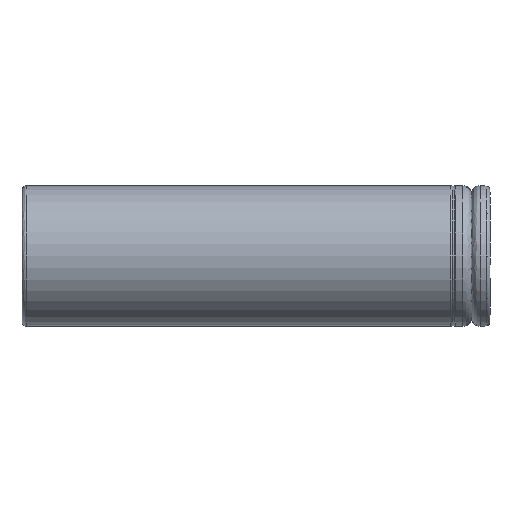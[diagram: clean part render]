
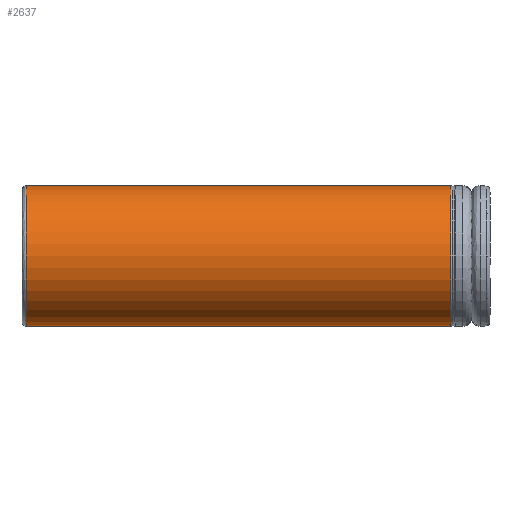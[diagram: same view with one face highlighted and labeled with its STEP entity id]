
A CAD part, front view. The second image highlights one B-rep face of the part: STEP entity #2637.
In plain terms, the highlighted cylindrical face has radius 10.5 mm (diameter 21 mm), a partial arc.
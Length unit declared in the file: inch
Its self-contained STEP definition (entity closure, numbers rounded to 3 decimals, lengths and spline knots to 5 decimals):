
#384 = VECTOR ( 'NONE', #10703, 39.37008 ) ;
#514 = EDGE_CURVE ( 'NONE', #5020, #4874, #3689, .T. ) ;
#972 = CARTESIAN_POINT ( 'NONE',  ( -1.57099, 0., -0.41339 ) ) ;
#1076 = CARTESIAN_POINT ( 'NONE',  ( 1.24458, 0., 0.41339 ) ) ;
#1365 = CARTESIAN_POINT ( 'NONE',  ( -1.25591, 0., 0. ) ) ;
#1786 = ORIENTED_EDGE ( 'NONE', *, *, #7328, .T. ) ;
#1858 = EDGE_CURVE ( 'NONE', #5020, #4765, #10358, .T. ) ;
#2106 = DIRECTION ( 'NONE',  ( 0., 0., 1. ) ) ;
#2300 = CARTESIAN_POINT ( 'NONE',  ( 1.24458, 0., -0.41339 ) ) ;
#2637 = ADVANCED_FACE ( 'NONE', ( #5611 ), #3086, .T. ) ;
#2714 = EDGE_LOOP ( 'NONE', ( #6722, #2969, #9734, #1786 ) ) ;
#2934 = DIRECTION ( 'NONE',  ( 1., 0., 0. ) ) ;
#2969 = ORIENTED_EDGE ( 'NONE', *, *, #1858, .T. ) ;
#3086 = CYLINDRICAL_SURFACE ( 'NONE', #7968, 0.41339 ) ;
#3577 = CARTESIAN_POINT ( 'NONE',  ( -1.25591, 0., -0.41339 ) ) ;
#3689 = LINE ( 'NONE', #972, #384 ) ;
#3944 = CARTESIAN_POINT ( 'NONE',  ( -1.57099, 0., 0. ) ) ;
#4165 = LINE ( 'NONE', #5077, #7826 ) ;
#4228 = DIRECTION ( 'NONE',  ( -1., 0., 0. ) ) ;
#4765 = VERTEX_POINT ( 'NONE', #1076 ) ;
#4811 = AXIS2_PLACEMENT_3D ( 'NONE', #5847, #9301, #8548 ) ;
#4874 = VERTEX_POINT ( 'NONE', #3577 ) ;
#5020 = VERTEX_POINT ( 'NONE', #2300 ) ;
#5077 = CARTESIAN_POINT ( 'NONE',  ( -1.57099, 0., 0.41339 ) ) ;
#5611 = FACE_OUTER_BOUND ( 'NONE', #2714, .T. ) ;
#5847 = CARTESIAN_POINT ( 'NONE',  ( 1.24458, 0., 0. ) ) ;
#6425 = DIRECTION ( 'NONE',  ( 0., 0., 1. ) ) ;
#6481 = AXIS2_PLACEMENT_3D ( 'NONE', #1365, #2934, #6425 ) ;
#6722 = ORIENTED_EDGE ( 'NONE', *, *, #514, .F. ) ;
#7328 = EDGE_CURVE ( 'NONE', #10557, #4874, #9420, .T. ) ;
#7826 = VECTOR ( 'NONE', #4228, 39.37008 ) ;
#7968 = AXIS2_PLACEMENT_3D ( 'NONE', #3944, #9179, #2106 ) ;
#8548 = DIRECTION ( 'NONE',  ( 0., 0., 1. ) ) ;
#9134 = EDGE_CURVE ( 'NONE', #4765, #10557, #4165, .T. ) ;
#9179 = DIRECTION ( 'NONE',  ( -1., 0., 0. ) ) ;
#9301 = DIRECTION ( 'NONE',  ( -1., 0., 0. ) ) ;
#9420 = CIRCLE ( 'NONE', #6481, 0.41339 ) ;
#9734 = ORIENTED_EDGE ( 'NONE', *, *, #9134, .T. ) ;
#10358 = CIRCLE ( 'NONE', #4811, 0.41339 ) ;
#10557 = VERTEX_POINT ( 'NONE', #10706 ) ;
#10703 = DIRECTION ( 'NONE',  ( -1., 0., 0. ) ) ;
#10706 = CARTESIAN_POINT ( 'NONE',  ( -1.25591, 0., 0.41339 ) ) ;
